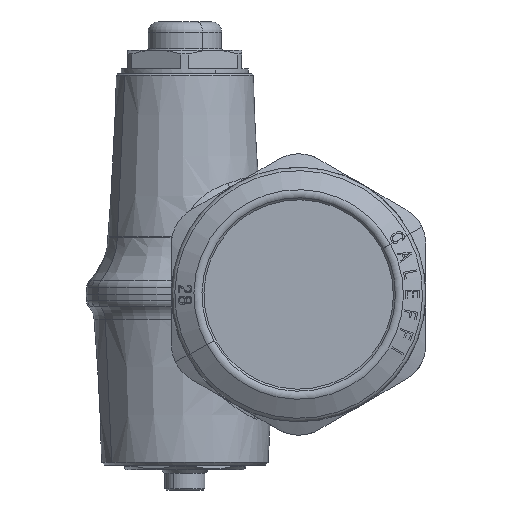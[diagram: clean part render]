
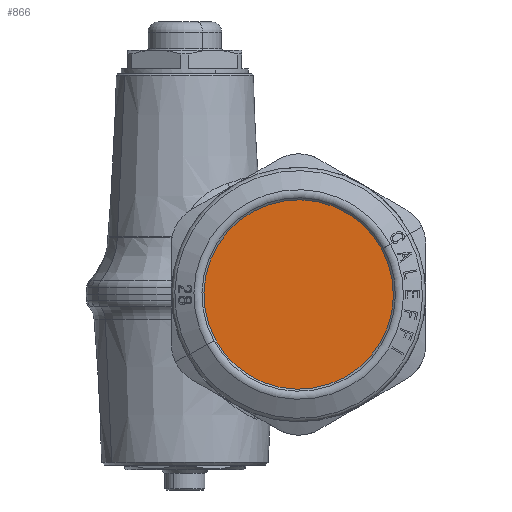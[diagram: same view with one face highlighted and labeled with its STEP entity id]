
A CAD part, front view. The second image highlights one B-rep face of the part: STEP entity #866.
In plain terms, the highlighted planar face has unit normal (0, -1, 0).
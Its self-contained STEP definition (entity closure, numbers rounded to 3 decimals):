
#843=CARTESIAN_POINT('Axis2P3D Location',(0.,-44.,16.)) ;
#848=CARTESIAN_POINT('Axis2P3D Location',(0.,-44.,0.)) ;
#852=CARTESIAN_POINT('Vertex',(12.418,-44.,6.784)) ;
#854=CARTESIAN_POINT('Vertex',(-12.418,-44.,-6.784)) ;
#857=CARTESIAN_POINT('Axis2P3D Location',(0.,-44.,0.)) ;
#844=DIRECTION('Axis2P3D Direction',(0.,-1.,0.)) ;
#845=DIRECTION('Axis2P3D XDirection',(1.,0.,0.)) ;
#849=DIRECTION('Axis2P3D Direction',(0.,-1.,0.)) ;
#858=DIRECTION('Axis2P3D Direction',(0.,-1.,0.)) ;
#846=AXIS2_PLACEMENT_3D('Plane Axis2P3D',#843,#844,#845) ;
#850=AXIS2_PLACEMENT_3D('Circle Axis2P3D',#848,#849,$) ;
#859=AXIS2_PLACEMENT_3D('Circle Axis2P3D',#857,#858,$) ;
#851=CIRCLE('generated circle',#850,14.15) ;
#860=CIRCLE('generated circle',#859,14.15) ;
#847=PLANE('',#846) ;
#856=EDGE_CURVE('',#853,#855,#851,.T.) ;
#861=EDGE_CURVE('',#855,#853,#860,.T.) ;
#863=ORIENTED_EDGE('',*,*,#856,.T.) ;
#864=ORIENTED_EDGE('',*,*,#861,.T.) ;
#862=EDGE_LOOP('',(#863,#864)) ;
#853=VERTEX_POINT('',#852) ;
#855=VERTEX_POINT('',#854) ;
#866=ADVANCED_FACE('Body.21',(#865),#847,.T.) ;
#865=FACE_OUTER_BOUND('',#862,.T.) ;
